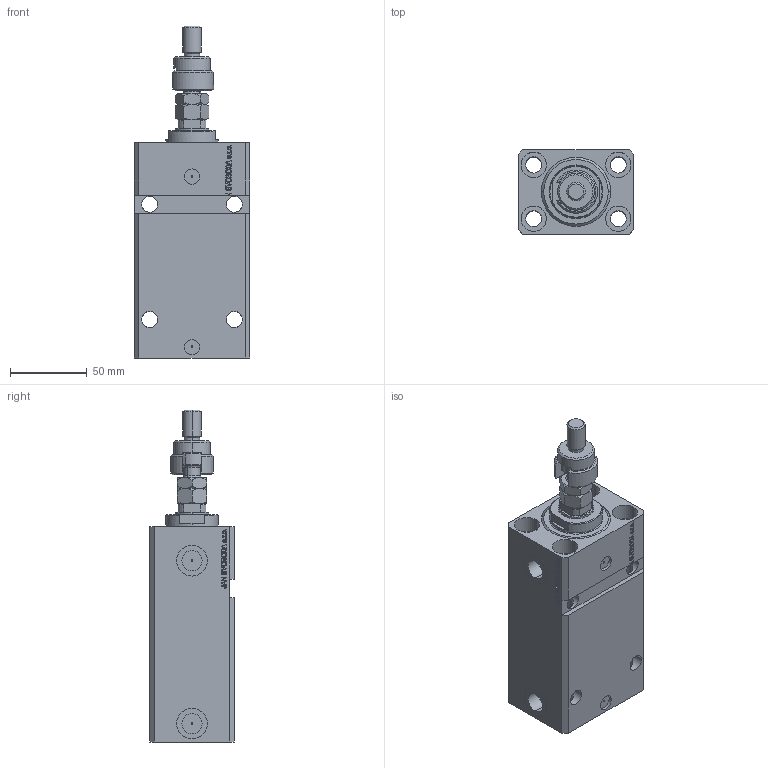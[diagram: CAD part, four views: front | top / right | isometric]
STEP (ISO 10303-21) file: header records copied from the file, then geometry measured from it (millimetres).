
FILE_DESCRIPTION (( 'STEP AP203' ), '1' );
FILE_NAME ('263b.STEP', '2024-01-31T12:22:37', ( '' ), ( '' ), 'SwSTEP 2.0', 'SolidWorks 2019', '' );
FILE_SCHEMA (( 'CONFIG_CONTROL_DESIGN' ));
Length unit declared in the file: millimetre
Products named in the file (7): DFA b1b0f33bb9974e08f0bdef1b953b617d; MFA b1b0f33bb9974e08f0bdef1b953b617d; FEMALE_PART_FOR_DFA b1b0f33bb9974e08f0bdef1b953b617d; V250CE_E_Body b1b0f33bb9974e08f0bdef1b953b617d; 263b; V250CE_C_VCP b1b0f33bb9974e08f0bdef1b953b617d; V250CE_VC_E b1b0f33bb9974e08f0bdef1b953b617d
Assembly tree (6 placements, depth 3):
  263b
    V250CE_E_Body b1b0f33bb9974e08f0bdef1b953b617d
    V250CE_C_VCP b1b0f33bb9974e08f0bdef1b953b617d
    V250CE_VC_E b1b0f33bb9974e08f0bdef1b953b617d
    DFA b1b0f33bb9974e08f0bdef1b953b617d
      FEMALE_PART_FOR_DFA b1b0f33bb9974e08f0bdef1b953b617d
      MFA b1b0f33bb9974e08f0bdef1b953b617d
Bounding box: 75 x 55 x 216 mm (x, y, z)
Volume: 487088.7 mm3; surface area: 109147.7 mm2
Topology: 5 solids, 5 shells, 999 faces, 2528 edges, 1631 vertices
Faces by surface type: plane 466, bspline 354, cylinder 117, cone 52, torus 10
Entity records: 47407 total; most frequent: CARTESIAN_POINT 25080, ORIENTED_EDGE 5052, DIRECTION 3264, EDGE_CURVE 2526, VERTEX_POINT 1631, VECTOR 1474, LINE 1474, EDGE_LOOP 1133
